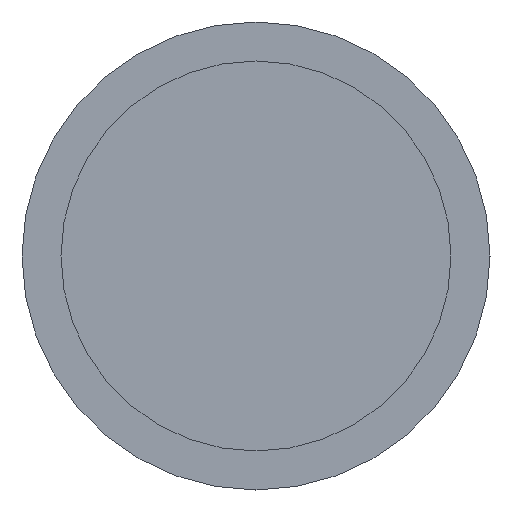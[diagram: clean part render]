
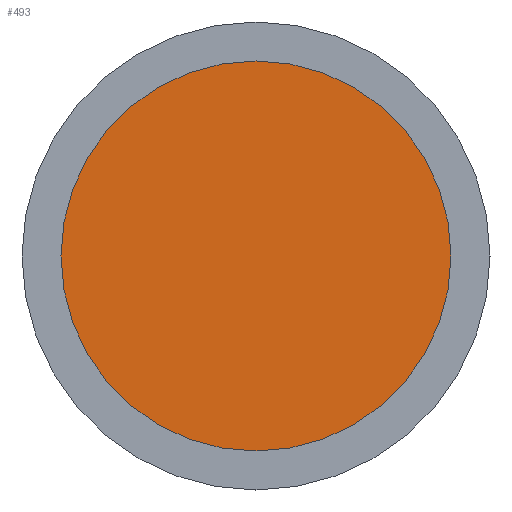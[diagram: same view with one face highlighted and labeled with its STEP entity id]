
A CAD part, left-side view. The second image highlights one B-rep face of the part: STEP entity #493.
In plain terms, the highlighted planar face has unit normal (-1, 0, 0).
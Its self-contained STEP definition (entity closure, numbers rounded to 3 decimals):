
#65 = DIRECTION ( 'NONE',  ( 0., 0., 1. ) ) ;
#104 = PLANE ( 'NONE',  #142 ) ;
#119 = CARTESIAN_POINT ( 'NONE',  ( 3.919, 0., 0. ) ) ;
#122 = DIRECTION ( 'NONE',  ( 0., 0., 1. ) ) ;
#142 = AXIS2_PLACEMENT_3D ( 'NONE', #255, #620, #122 ) ;
#149 = EDGE_CURVE ( 'NONE', #455, #644, #476, .T. ) ;
#191 = DIRECTION ( 'NONE',  ( 0., 0., 1. ) ) ;
#193 = ORIENTED_EDGE ( 'NONE', *, *, #149, .T. ) ;
#255 = CARTESIAN_POINT ( 'NONE',  ( 3.919, 0., 0. ) ) ;
#264 = CARTESIAN_POINT ( 'NONE',  ( 3.919, 0., -20. ) ) ;
#325 = EDGE_LOOP ( 'NONE', ( #377, #193 ) ) ;
#328 = CARTESIAN_POINT ( 'NONE',  ( 3.919, 0., 0. ) ) ;
#331 = CIRCLE ( 'NONE', #529, 20. ) ;
#377 = ORIENTED_EDGE ( 'NONE', *, *, #608, .T. ) ;
#411 = DIRECTION ( 'NONE',  ( -1., 0., 0. ) ) ;
#455 = VERTEX_POINT ( 'NONE', #264 ) ;
#476 = CIRCLE ( 'NONE', #646, 20. ) ;
#493 = ADVANCED_FACE ( 'NONE', ( #631 ), #104, .T. ) ;
#529 = AXIS2_PLACEMENT_3D ( 'NONE', #328, #624, #191 ) ;
#563 = CARTESIAN_POINT ( 'NONE',  ( 3.919, 0., 20. ) ) ;
#608 = EDGE_CURVE ( 'NONE', #644, #455, #331, .T. ) ;
#620 = DIRECTION ( 'NONE',  ( -1., 0., 0. ) ) ;
#624 = DIRECTION ( 'NONE',  ( -1., 0., 0. ) ) ;
#631 = FACE_OUTER_BOUND ( 'NONE', #325, .T. ) ;
#644 = VERTEX_POINT ( 'NONE', #563 ) ;
#646 = AXIS2_PLACEMENT_3D ( 'NONE', #119, #411, #65 ) ;
